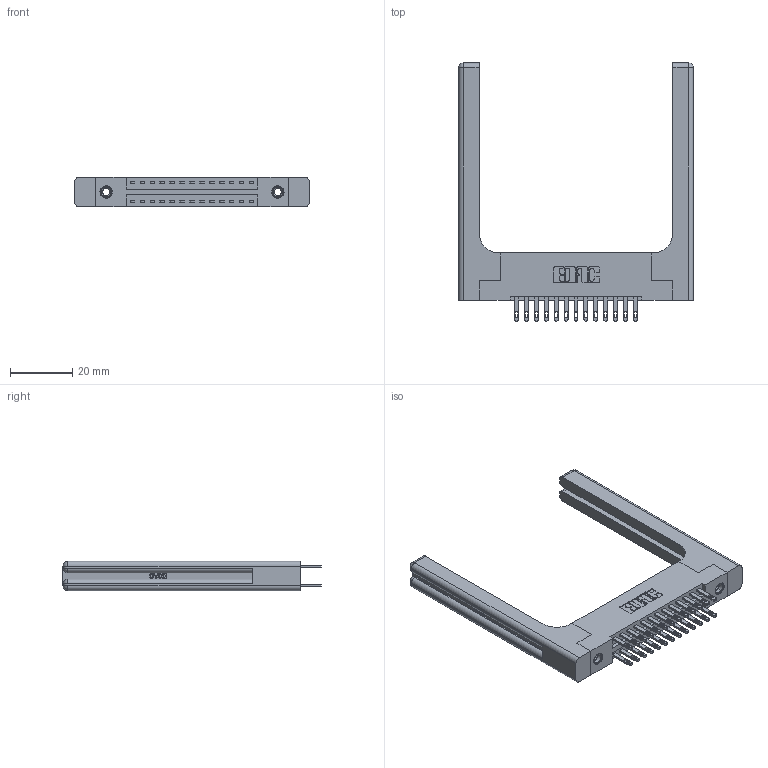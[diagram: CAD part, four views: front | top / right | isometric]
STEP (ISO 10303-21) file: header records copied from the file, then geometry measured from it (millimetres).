
FILE_DESCRIPTION (( 'STEP AP203' ), '1' );
FILE_NAME ('346-026-500-258.STEP', '2022-05-19T00:54:07', ( '' ), ( '' ), 'SwSTEP 2.0', 'SolidWorks 2020', '' );
FILE_SCHEMA (( 'CONFIG_CONTROL_DESIGN' ));
Length unit declared in the file: inch
Products named in the file (5): 345-292-001_345-293-100; 345-250-001_345-250-001-102; 346-220-058_345-220-058; 346 Part_Flush Mounting Lugs - 0.156 Dia-TH; 346-026-500-258
Assembly tree (31 placements, depth 2):
  346-026-500-258
    346 Part_Flush Mounting Lugs - 0.156 Dia-TH
    345-292-001_345-293-100  x26
    345-250-001_345-250-001-102  x2
    346-220-058_345-220-058  x2
Bounding box: 75.34 x 82.8 x 9.4 mm (x, y, z)
Volume: 14676.6 mm3; surface area: 14696.3 mm2
Topology: 31 solids, 31 shells, 1640 faces, 4853 edges, 3214 vertices
Faces by surface type: plane 992, cylinder 588, bspline 36, cone 12, sphere 8, torus 4
Entity records: 17916 total; most frequent: CARTESIAN_POINT 4003, ORIENTED_EDGE 2732, DIRECTION 2514, EDGE_CURVE 1366, VECTOR 1086, LINE 1086, VERTEX_POINT 902, AXIS2_PLACEMENT_3D 714
